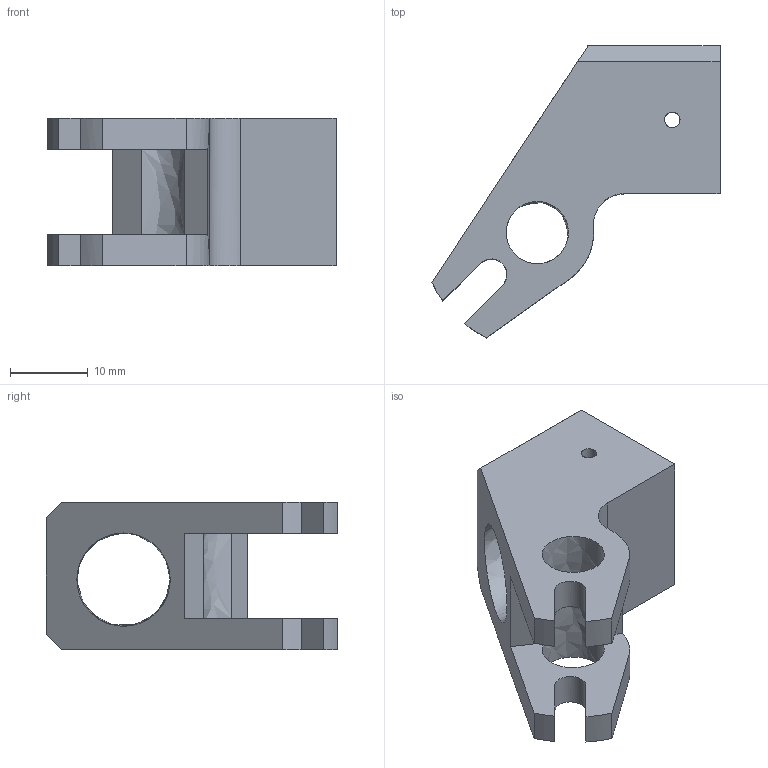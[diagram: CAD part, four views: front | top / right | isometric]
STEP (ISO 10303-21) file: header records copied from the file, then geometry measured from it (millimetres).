
FILE_DESCRIPTION(('FreeCAD Model'),'2;1');
FILE_NAME('machoire V3.step', '2020-04-20T15:11:57',('Author'),(''), 'Open CASCADE STEP processor 6.8','FreeCAD','Unknown');
FILE_SCHEMA(('AUTOMOTIVE_DESIGN_CC2 { 1 2 10303 214 -1 1 5 4 }'));
Length unit declared in the file: millimetre
Products named in the file (2): ASSEMBLY; machoire_V3
Assembly tree (1 placements, depth 2):
  ASSEMBLY
    machoire_V3
Bounding box: 37.05 x 37.53 x 19 mm (x, y, z)
Volume: 6231 mm3; surface area: 4620.4 mm2
Topology: 1 solids, 1 shells, 32 faces, 99 edges, 68 vertices
Faces by surface type: bspline 32
Entity records: 6243 total; most frequent: CARTESIAN_POINT 4866, B_SPLINE_CURVE_WITH_KNOTS 225, ORIENTED_EDGE 198, PCURVE 198, DEFINITIONAL_REPRESENTATION 198, EDGE_CURVE 99, SURFACE_CURVE 93, VERTEX_POINT 68
